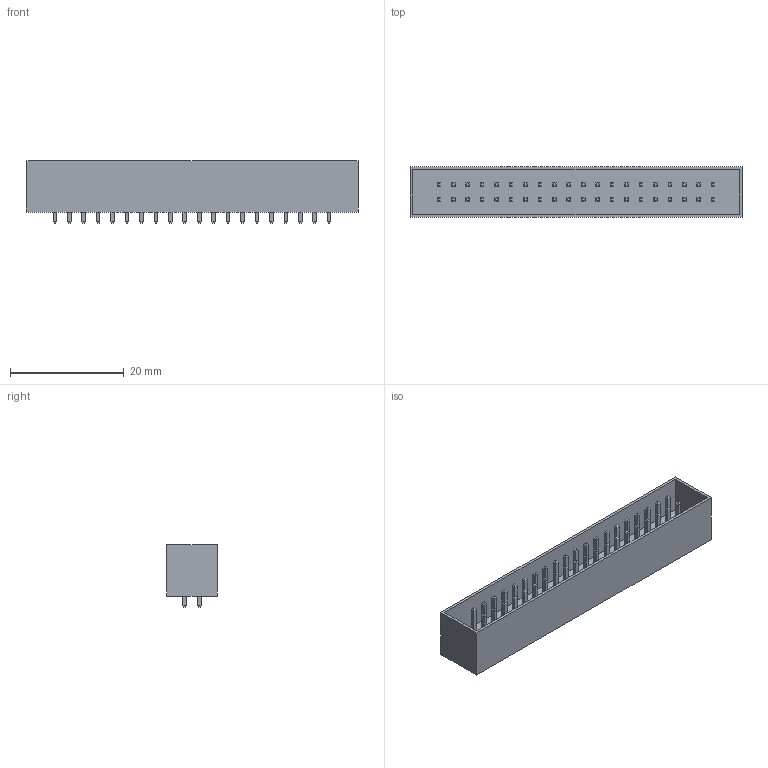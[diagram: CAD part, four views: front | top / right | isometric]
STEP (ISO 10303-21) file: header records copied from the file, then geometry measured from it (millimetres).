
FILE_DESCRIPTION (( 'STEP AP214' ), '1' );
FILE_NAME ( 'SHDRV40W64P254_20X2_5842X890H880.STEP', '2022-04-15T16:57:08', ( '' ), ( '' ), '', '©2017 PCB Libraries, Inc.', '' );
FILE_SCHEMA (( 'AUTOMOTIVE_DESIGN' ));
Length unit declared in the file: millimetre
Products named in the file (1): SHDRV40W64P254_20X2_5842X890H880
Bounding box: 58.42 x 8.9 x 11.05 mm (x, y, z)
Volume: 1887.5 mm3; surface area: 4010.2 mm2
Topology: 81 solids, 81 shells, 811 faces, 1624 edges, 976 vertices
Faces by surface type: plane 811
Entity records: 22697 total; most frequent: CARTESIAN_POINT 3412, DIRECTION 3248, ORIENTED_EDGE 3248, VECTOR 1624, LINE 1624, EDGE_CURVE 1624, VERTEX_POINT 976, STYLED_ITEM 893
